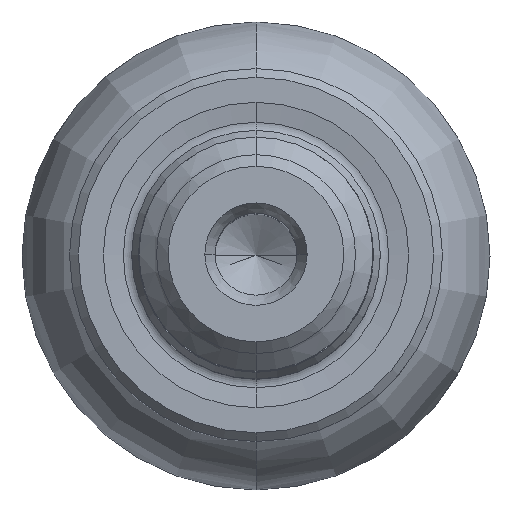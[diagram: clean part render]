
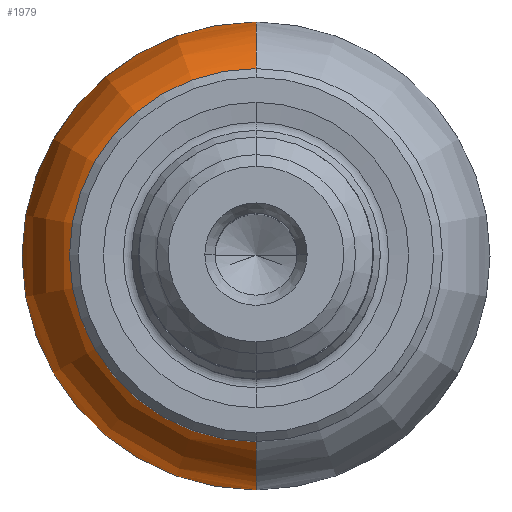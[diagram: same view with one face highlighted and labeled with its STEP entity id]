
A CAD part, top view. The second image highlights one B-rep face of the part: STEP entity #1979.
In plain terms, the highlighted face is a revolution surface.
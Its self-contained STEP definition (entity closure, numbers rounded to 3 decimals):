
#1752=CARTESIAN_POINT('',(0.,0.,19.014));
#1753=DIRECTION('',(0.,0.,-1.));
#1754=DIRECTION('',(0.,1.,0.));
#1755=AXIS2_PLACEMENT_3D('',#1752,#1753,#1754);
#1760=CARTESIAN_POINT('',(0.,0.314,19.014));
#1761=CARTESIAN_POINT('',(0.,0.315,18.871));
#1762=CARTESIAN_POINT('',(0.,0.313,18.584));
#1763=CARTESIAN_POINT('',(0.,0.324,18.158));
#1764=CARTESIAN_POINT('',(0.,0.372,17.739));
#1765=CARTESIAN_POINT('',(0.,0.483,17.334));
#1766=CARTESIAN_POINT('',(0.,0.653,16.951));
#1767=CARTESIAN_POINT('',(0.,0.876,16.593));
#1768=CARTESIAN_POINT('',(0.,1.142,16.263));
#1769=CARTESIAN_POINT('',(0.,1.448,15.966));
#1770=CARTESIAN_POINT('',(0.,1.786,15.704));
#1771=CARTESIAN_POINT('',(0.,2.152,15.481));
#1772=CARTESIAN_POINT('',(0.,2.542,15.299));
#1773=CARTESIAN_POINT('',(0.,2.949,15.161));
#1774=CARTESIAN_POINT('',(0.,3.37,15.067));
#1775=CARTESIAN_POINT('',(0.,3.799,15.021));
#1776=CARTESIAN_POINT('',(0.,4.231,15.021));
#1777=CARTESIAN_POINT('',(0.,4.66,15.068));
#1778=CARTESIAN_POINT('',(0.,5.082,15.161));
#1779=CARTESIAN_POINT('',(0.,5.492,15.299));
#1780=CARTESIAN_POINT('',(0.,5.884,15.481));
#1781=CARTESIAN_POINT('',(0.,6.255,15.704));
#1782=CARTESIAN_POINT('',(0.,6.599,15.966));
#1783=CARTESIAN_POINT('',(0.,6.913,16.264));
#1784=CARTESIAN_POINT('',(0.,7.193,16.594));
#1785=CARTESIAN_POINT('',(0.,7.436,16.952));
#1786=CARTESIAN_POINT('',(0.,7.638,17.335));
#1787=CARTESIAN_POINT('',(0.,7.799,17.737));
#1788=CARTESIAN_POINT('',(0.,7.914,18.155));
#1789=CARTESIAN_POINT('',(0.,7.984,18.582));
#1790=CARTESIAN_POINT('',(0.,8.,18.87));
#1791=CARTESIAN_POINT('',(0.,8.,19.014));
#1796=CARTESIAN_POINT('',(0.,-0.314,19.014));
#1797=CARTESIAN_POINT('',(0.,-0.315,18.871));
#1798=CARTESIAN_POINT('',(0.,-0.313,18.584));
#1799=CARTESIAN_POINT('',(0.,-0.324,18.158));
#1800=CARTESIAN_POINT('',(0.,-0.372,17.739));
#1801=CARTESIAN_POINT('',(0.,-0.483,17.334));
#1802=CARTESIAN_POINT('',(0.,-0.653,16.951));
#1803=CARTESIAN_POINT('',(0.,-0.876,16.593));
#1804=CARTESIAN_POINT('',(0.,-1.142,16.263));
#1805=CARTESIAN_POINT('',(0.,-1.448,15.966));
#1806=CARTESIAN_POINT('',(0.,-1.786,15.704));
#1807=CARTESIAN_POINT('',(0.,-2.152,15.481));
#1808=CARTESIAN_POINT('',(0.,-2.542,15.299));
#1809=CARTESIAN_POINT('',(0.,-2.949,15.161));
#1810=CARTESIAN_POINT('',(0.,-3.37,15.067));
#1811=CARTESIAN_POINT('',(0.,-3.799,15.021));
#1812=CARTESIAN_POINT('',(0.,-4.231,15.021));
#1813=CARTESIAN_POINT('',(0.,-4.66,15.068));
#1814=CARTESIAN_POINT('',(0.,-5.082,15.161));
#1815=CARTESIAN_POINT('',(0.,-5.492,15.299));
#1816=CARTESIAN_POINT('',(0.,-5.884,15.481));
#1817=CARTESIAN_POINT('',(0.,-6.255,15.704));
#1818=CARTESIAN_POINT('',(0.,-6.599,15.966));
#1819=CARTESIAN_POINT('',(0.,-6.913,16.264));
#1820=CARTESIAN_POINT('',(0.,-7.193,16.594));
#1821=CARTESIAN_POINT('',(0.,-7.436,16.952));
#1822=CARTESIAN_POINT('',(0.,-7.638,17.335));
#1823=CARTESIAN_POINT('',(0.,-7.799,17.737));
#1824=CARTESIAN_POINT('',(0.,-7.914,18.155));
#1825=CARTESIAN_POINT('',(0.,-7.984,18.582));
#1826=CARTESIAN_POINT('',(0.,-8.,18.87));
#1827=CARTESIAN_POINT('',(0.,-8.,19.014));
#1920=CARTESIAN_POINT('',(0.,0.,19.014));
#1921=DIRECTION('',(0.,0.,-1.));
#1922=DIRECTION('',(0.,1.,0.));
#1923=AXIS2_PLACEMENT_3D('',#1920,#1921,#1922);
#1928=VERTEX_POINT('',#1760);
#1929=VERTEX_POINT('',#1791);
#1930=VERTEX_POINT('',#1796);
#1931=VERTEX_POINT('',#1827);
#1932=CARTESIAN_POINT('',(0.,8.,19.014));
#1933=CARTESIAN_POINT('',(0.,8.,18.87));
#1934=CARTESIAN_POINT('',(0.,7.984,18.582));
#1935=CARTESIAN_POINT('',(0.,7.914,18.155));
#1936=CARTESIAN_POINT('',(0.,7.799,17.737));
#1937=CARTESIAN_POINT('',(0.,7.638,17.335));
#1938=CARTESIAN_POINT('',(0.,7.436,16.952));
#1939=CARTESIAN_POINT('',(0.,7.193,16.594));
#1940=CARTESIAN_POINT('',(0.,6.913,16.264));
#1941=CARTESIAN_POINT('',(0.,6.599,15.966));
#1942=CARTESIAN_POINT('',(0.,6.255,15.704));
#1943=CARTESIAN_POINT('',(0.,5.884,15.481));
#1944=CARTESIAN_POINT('',(0.,5.492,15.299));
#1945=CARTESIAN_POINT('',(0.,5.082,15.161));
#1946=CARTESIAN_POINT('',(0.,4.66,15.068));
#1947=CARTESIAN_POINT('',(0.,4.231,15.021));
#1948=CARTESIAN_POINT('',(0.,3.799,15.021));
#1949=CARTESIAN_POINT('',(0.,3.37,15.067));
#1950=CARTESIAN_POINT('',(0.,2.949,15.161));
#1951=CARTESIAN_POINT('',(0.,2.542,15.299));
#1952=CARTESIAN_POINT('',(0.,2.152,15.481));
#1953=CARTESIAN_POINT('',(0.,1.786,15.704));
#1954=CARTESIAN_POINT('',(0.,1.448,15.966));
#1955=CARTESIAN_POINT('',(0.,1.142,16.263));
#1956=CARTESIAN_POINT('',(0.,0.876,16.593));
#1957=CARTESIAN_POINT('',(0.,0.653,16.951));
#1958=CARTESIAN_POINT('',(0.,0.483,17.334));
#1959=CARTESIAN_POINT('',(0.,0.372,17.739));
#1960=CARTESIAN_POINT('',(0.,0.324,18.158));
#1961=CARTESIAN_POINT('',(0.,0.313,18.584));
#1962=CARTESIAN_POINT('',(0.,0.315,18.871));
#1963=CARTESIAN_POINT('',(0.,0.314,19.014));
#1965=CARTESIAN_POINT('',(0.,0.,23.405));
#1966=DIRECTION('',(0.,0.,-1.));
#1967=AXIS1_PLACEMENT('',#1965,#1966);
#1968=SURFACE_OF_REVOLUTION('',#1964,#1967);
#1970=ORIENTED_EDGE('',*,*,#1969,.F.);
#1972=ORIENTED_EDGE('',*,*,#1971,.T.);
#1974=ORIENTED_EDGE('',*,*,#1973,.T.);
#1976=ORIENTED_EDGE('',*,*,#1975,.F.);
#1977=EDGE_LOOP('',(#1970,#1972,#1974,#1976));
#1978=FACE_OUTER_BOUND('',#1977,.F.);
#1979=ADVANCED_FACE('',(#1978),#1968,.T.);
#1756=CIRCLE('',#1755,0.314);
#1792=B_SPLINE_CURVE_WITH_KNOTS('',3,(#1760,#1761,#1762,#1763,#1764,#1765,#1766,
#1767,#1768,#1769,#1770,#1771,#1772,#1773,#1774,#1775,#1776,#1777,#1778,#1779,
#1780,#1781,#1782,#1783,#1784,#1785,#1786,#1787,#1788,#1789,#1790,#1791),
.UNSPECIFIED.,.F.,.F.,(4,1,1,1,1,1,1,1,1,1,1,1,1,1,1,1,1,1,1,1,1,1,1,1,1,1,1,1,
1,4),(0.,0.035,0.069,0.103,
0.136,0.17,0.204,0.238,
0.272,0.306,0.341,0.375,
0.41,0.444,0.479,0.514,
0.548,0.583,0.618,0.652,
0.687,0.722,0.757,0.791,
0.826,0.861,0.896,0.93,
0.965,1.),.UNSPECIFIED.);
#1828=B_SPLINE_CURVE_WITH_KNOTS('',3,(#1796,#1797,#1798,#1799,#1800,#1801,#1802,
#1803,#1804,#1805,#1806,#1807,#1808,#1809,#1810,#1811,#1812,#1813,#1814,#1815,
#1816,#1817,#1818,#1819,#1820,#1821,#1822,#1823,#1824,#1825,#1826,#1827),
.UNSPECIFIED.,.F.,.F.,(4,1,1,1,1,1,1,1,1,1,1,1,1,1,1,1,1,1,1,1,1,1,1,1,1,1,1,1,
1,4),(0.,0.035,0.069,0.103,
0.136,0.17,0.204,0.238,
0.272,0.306,0.341,0.375,
0.41,0.444,0.479,0.514,
0.548,0.583,0.618,0.652,
0.687,0.722,0.757,0.791,
0.826,0.861,0.896,0.93,
0.965,1.),.UNSPECIFIED.);
#1924=CIRCLE('',#1923,8.);
#1964=B_SPLINE_CURVE_WITH_KNOTS('',3,(#1932,#1933,#1934,#1935,#1936,#1937,#1938,
#1939,#1940,#1941,#1942,#1943,#1944,#1945,#1946,#1947,#1948,#1949,#1950,#1951,
#1952,#1953,#1954,#1955,#1956,#1957,#1958,#1959,#1960,#1961,#1962,#1963),
.UNSPECIFIED.,.F.,.F.,(4,1,1,1,1,1,1,1,1,1,1,1,1,1,1,1,1,1,1,1,1,1,1,1,1,1,1,1,
1,4),(0.,0.035,0.07,0.104,
0.139,0.174,0.209,0.243,
0.278,0.313,0.348,0.382,
0.417,0.452,0.486,0.521,
0.556,0.59,0.625,0.659,
0.694,0.728,0.762,0.796,
0.83,0.864,0.897,0.931,
0.965,1.),.UNSPECIFIED.);
#1969=EDGE_CURVE('',#1928,#1929,#1792,.T.);
#1971=EDGE_CURVE('',#1928,#1930,#1756,.T.);
#1973=EDGE_CURVE('',#1930,#1931,#1828,.T.);
#1975=EDGE_CURVE('',#1929,#1931,#1924,.T.);
